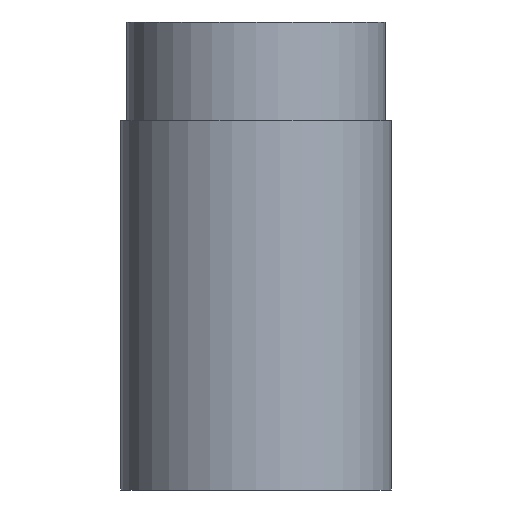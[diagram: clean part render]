
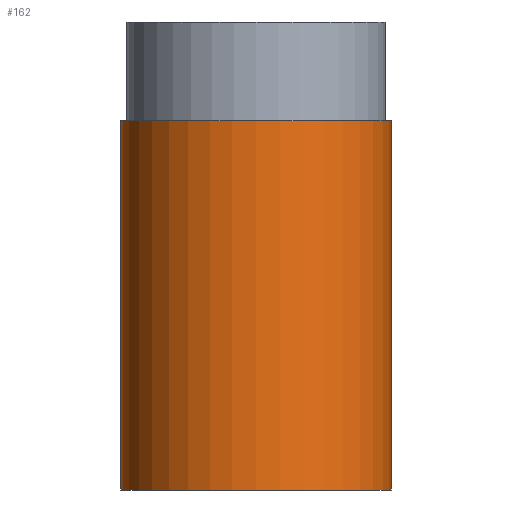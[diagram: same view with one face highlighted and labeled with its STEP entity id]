
A CAD part, front view. The second image highlights one B-rep face of the part: STEP entity #162.
In plain terms, the highlighted cylindrical face has radius 17.462 mm (diameter 34.925 mm), a partial arc.
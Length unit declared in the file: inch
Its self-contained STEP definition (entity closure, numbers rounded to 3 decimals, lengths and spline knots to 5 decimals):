
#2 = CARTESIAN_POINT ( 'NONE',  ( 0., 0., 1.875 ) ) ;
#3 = ORIENTED_EDGE ( 'NONE', *, *, #22, .F. ) ;
#9 = CARTESIAN_POINT ( 'NONE',  ( 0.6875, 0., 1.875 ) ) ;
#22 = EDGE_CURVE ( 'NONE', #164, #247, #241, .T. ) ;
#31 = FACE_OUTER_BOUND ( 'NONE', #245, .T. ) ;
#49 = DIRECTION ( 'NONE',  ( 0., 0., -1. ) ) ;
#52 = CARTESIAN_POINT ( 'NONE',  ( 0.6875, 0., 0. ) ) ;
#53 = CARTESIAN_POINT ( 'NONE',  ( -0.6875, 0., 1.875 ) ) ;
#58 = VECTOR ( 'NONE', #201, 39.37008 ) ;
#78 = AXIS2_PLACEMENT_3D ( 'NONE', #228, #250, #255 ) ;
#88 = VECTOR ( 'NONE', #203, 39.37008 ) ;
#113 = VERTEX_POINT ( 'NONE', #52 ) ;
#119 = EDGE_CURVE ( 'NONE', #243, #113, #238, .T. ) ;
#120 = CYLINDRICAL_SURFACE ( 'NONE', #147, 0.6875 ) ;
#125 = CARTESIAN_POINT ( 'NONE',  ( -0.6875, 0., 1.875 ) ) ;
#147 = AXIS2_PLACEMENT_3D ( 'NONE', #252, #49, #215 ) ;
#155 = ORIENTED_EDGE ( 'NONE', *, *, #214, .T. ) ;
#162 = ADVANCED_FACE ( 'NONE', ( #31 ), #120, .T. ) ;
#164 = VERTEX_POINT ( 'NONE', #125 ) ;
#179 = ORIENTED_EDGE ( 'NONE', *, *, #184, .F. ) ;
#184 = EDGE_CURVE ( 'NONE', #247, #113, #210, .T. ) ;
#201 = DIRECTION ( 'NONE',  ( 0., 0., -1. ) ) ;
#203 = DIRECTION ( 'NONE',  ( 0., 0., -1. ) ) ;
#208 = DIRECTION ( 'NONE',  ( 1., 0., 0. ) ) ;
#210 = LINE ( 'NONE', #9, #58 ) ;
#214 = EDGE_CURVE ( 'NONE', #164, #243, #280, .T. ) ;
#215 = DIRECTION ( 'NONE',  ( -1., 0., 0. ) ) ;
#226 = AXIS2_PLACEMENT_3D ( 'NONE', #2, #267, #208 ) ;
#228 = CARTESIAN_POINT ( 'NONE',  ( 0., 0., 0. ) ) ;
#234 = CARTESIAN_POINT ( 'NONE',  ( 0.6875, 0., 1.875 ) ) ;
#238 = CIRCLE ( 'NONE', #78, 0.6875 ) ;
#241 = CIRCLE ( 'NONE', #226, 0.6875 ) ;
#243 = VERTEX_POINT ( 'NONE', #257 ) ;
#245 = EDGE_LOOP ( 'NONE', ( #179, #3, #155, #259 ) ) ;
#247 = VERTEX_POINT ( 'NONE', #234 ) ;
#250 = DIRECTION ( 'NONE',  ( 0., 0., 1. ) ) ;
#252 = CARTESIAN_POINT ( 'NONE',  ( 0., 0., 1.875 ) ) ;
#255 = DIRECTION ( 'NONE',  ( 1., 0., 0. ) ) ;
#257 = CARTESIAN_POINT ( 'NONE',  ( -0.6875, 0., 0. ) ) ;
#259 = ORIENTED_EDGE ( 'NONE', *, *, #119, .T. ) ;
#267 = DIRECTION ( 'NONE',  ( 0., 0., 1. ) ) ;
#280 = LINE ( 'NONE', #53, #88 ) ;
